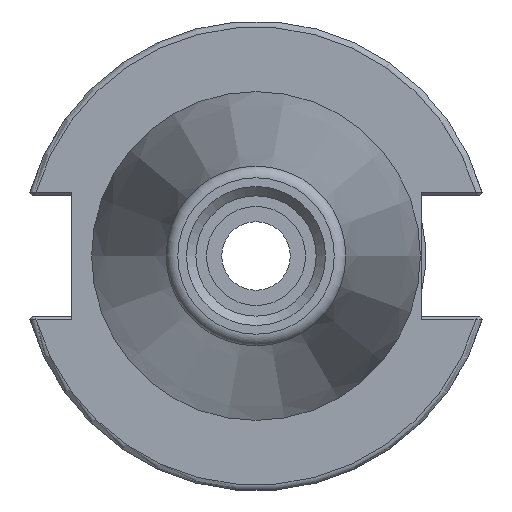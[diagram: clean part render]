
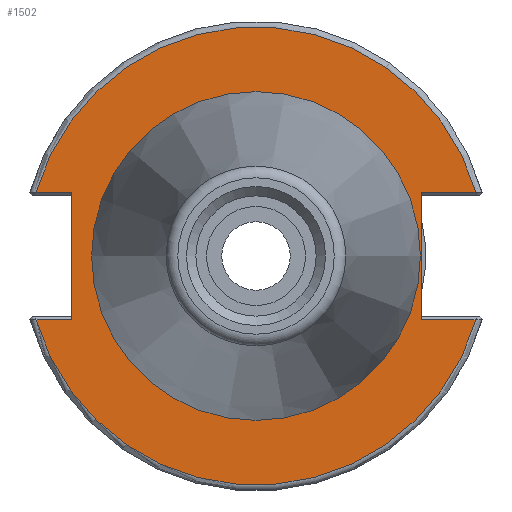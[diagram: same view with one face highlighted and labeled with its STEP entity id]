
A CAD part, left-side view. The second image highlights one B-rep face of the part: STEP entity #1502.
In plain terms, the highlighted planar face has unit normal (-1, 0, 0).
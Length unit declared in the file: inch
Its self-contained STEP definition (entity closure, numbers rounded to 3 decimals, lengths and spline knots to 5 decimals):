
#102=FACE_BOUND('',#264,.T.);
#110=PLANE('',#1630);
#170=FACE_OUTER_BOUND('',#263,.T.);
#263=EDGE_LOOP('',(#1086,#1087,#1088,#1089,#1090,#1091,#1092,#1093));
#264=EDGE_LOOP('',(#1094));
#362=LINE('',#2180,#487);
#363=LINE('',#2182,#488);
#364=LINE('',#2186,#489);
#365=LINE('',#2188,#490);
#366=LINE('',#2190,#491);
#367=LINE('',#2193,#492);
#487=VECTOR('',#1818,0.12159);
#488=VECTOR('',#1819,0.29091);
#489=VECTOR('',#1822,0.19091);
#490=VECTOR('',#1823,0.67625);
#491=VECTOR('',#1824,0.19091);
#492=VECTOR('',#1827,0.29091);
#613=CIRCLE('',#1629,0.86);
#614=CIRCLE('',#1631,1.21875);
#615=CIRCLE('',#1632,1.21875);
#667=VERTEX_POINT('',#2174);
#668=VERTEX_POINT('',#2178);
#669=VERTEX_POINT('',#2179);
#670=VERTEX_POINT('',#2181);
#671=VERTEX_POINT('',#2183);
#672=VERTEX_POINT('',#2185);
#673=VERTEX_POINT('',#2187);
#674=VERTEX_POINT('',#2189);
#675=VERTEX_POINT('',#2191);
#826=EDGE_CURVE('',#667,#667,#613,.T.);
#827=EDGE_CURVE('',#668,#669,#362,.T.);
#828=EDGE_CURVE('',#669,#670,#363,.T.);
#829=EDGE_CURVE('',#671,#670,#614,.T.);
#830=EDGE_CURVE('',#672,#671,#364,.T.);
#831=EDGE_CURVE('',#673,#672,#365,.T.);
#832=EDGE_CURVE('',#674,#673,#366,.T.);
#833=EDGE_CURVE('',#675,#674,#615,.T.);
#834=EDGE_CURVE('',#675,#668,#367,.T.);
#1086=ORIENTED_EDGE('',*,*,#827,.T.);
#1087=ORIENTED_EDGE('',*,*,#828,.T.);
#1088=ORIENTED_EDGE('',*,*,#829,.F.);
#1089=ORIENTED_EDGE('',*,*,#830,.F.);
#1090=ORIENTED_EDGE('',*,*,#831,.F.);
#1091=ORIENTED_EDGE('',*,*,#832,.F.);
#1092=ORIENTED_EDGE('',*,*,#833,.F.);
#1093=ORIENTED_EDGE('',*,*,#834,.T.);
#1094=ORIENTED_EDGE('',*,*,#826,.F.);
#1502=ADVANCED_FACE('',(#170,#102),#110,.T.);
#1629=AXIS2_PLACEMENT_3D('',#2176,#1814,#1815);
#1630=AXIS2_PLACEMENT_3D('',#2177,#1816,#1817);
#1631=AXIS2_PLACEMENT_3D('',#2184,#1820,#1821);
#1632=AXIS2_PLACEMENT_3D('',#2192,#1825,#1826);
#1814=DIRECTION('center_axis',(-1.,0.,0.));
#1815=DIRECTION('ref_axis',(0.,0.,1.));
#1816=DIRECTION('center_axis',(-1.,0.,0.));
#1817=DIRECTION('ref_axis',(0.,0.,1.));
#1818=DIRECTION('',(0.,0.,1.));
#1819=DIRECTION('',(0.,-1.,0.));
#1820=DIRECTION('center_axis',(1.,0.,0.));
#1821=DIRECTION('ref_axis',(0.,0.,1.));
#1822=DIRECTION('',(0.,1.,0.));
#1823=DIRECTION('',(0.,0.,1.));
#1824=DIRECTION('',(0.,-1.,0.));
#1825=DIRECTION('center_axis',(1.,0.,0.));
#1826=DIRECTION('ref_axis',(0.,0.,-1.));
#1827=DIRECTION('',(0.,1.,0.));
#2174=CARTESIAN_POINT('',(0.125,0.,-0.86));
#2176=CARTESIAN_POINT('Origin',(0.125,0.,0.));
#2177=CARTESIAN_POINT('Origin',(0.125,-0.875,0.));
#2178=CARTESIAN_POINT('',(0.125,-0.88,-0.33813));
#2179=CARTESIAN_POINT('',(0.125,-0.88,0.33813));
#2180=CARTESIAN_POINT('',(0.125,-0.88,0.));
#2181=CARTESIAN_POINT('',(0.125,-1.17091,0.33813));
#2182=CARTESIAN_POINT('',(0.125,-0.9025,0.33813));
#2183=CARTESIAN_POINT('',(0.125,1.17091,0.33813));
#2184=CARTESIAN_POINT('Origin',(0.125,0.,0.));
#2185=CARTESIAN_POINT('',(0.125,0.98,0.33813));
#2186=CARTESIAN_POINT('',(0.125,0.0275,0.33813));
#2187=CARTESIAN_POINT('',(0.125,0.98,-0.33813));
#2188=CARTESIAN_POINT('',(0.125,0.98,-0.33813));
#2189=CARTESIAN_POINT('',(0.125,1.17091,-0.33813));
#2190=CARTESIAN_POINT('',(0.125,0.2775,-0.33813));
#2191=CARTESIAN_POINT('',(0.125,-1.17091,-0.33813));
#2192=CARTESIAN_POINT('Origin',(0.125,0.,0.));
#2193=CARTESIAN_POINT('',(0.125,-0.9025,-0.33813));
